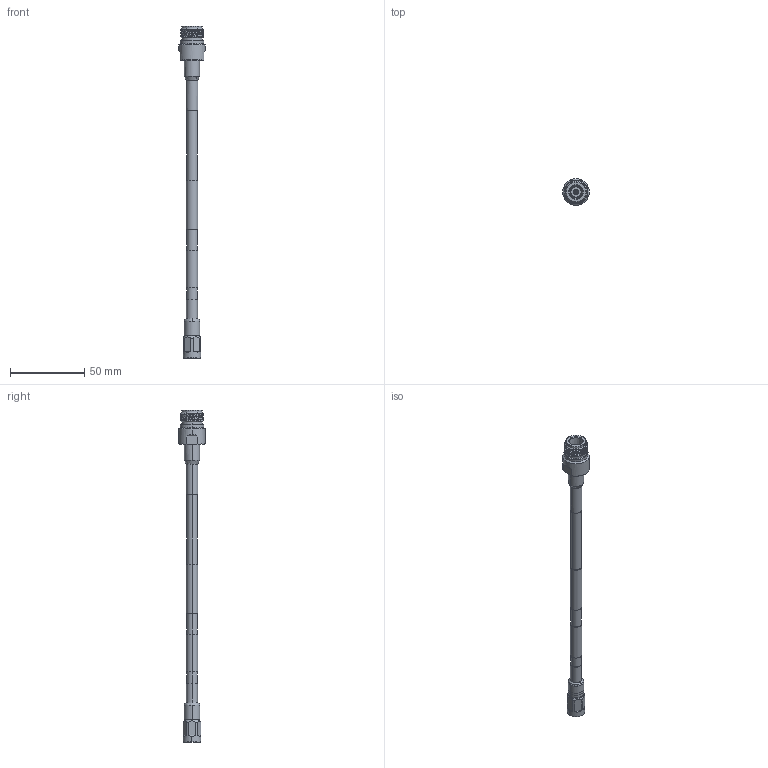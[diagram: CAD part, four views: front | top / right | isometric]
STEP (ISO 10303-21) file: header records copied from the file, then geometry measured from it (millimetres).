
FILE_DESCRIPTION (( 'STEP AP214' ), '1' );
FILE_NAME ('LCCA31038.step', '2022-10-04T19:18:17', ( '' ), ( '' ), 'SwSTEP 2.0', 'SolidWorks 2021', '' );
FILE_SCHEMA (( 'AUTOMOTIVE_DESIGN' ));
Length unit declared in the file: inch
Products named in the file (4): TC-250-NF-LP^LCCA31038_Heat Shrink; TC-250-NX10M-LP^LCCA31038_Heat Shrink; SPP-250-LLPL ^LCCA31038_SPP-250-LLPL; LCCA31038
Assembly tree (3 placements, depth 2):
  LCCA31038
    SPP-250-LLPL ^LCCA31038_SPP-250-LLPL
    TC-250-NF-LP^LCCA31038_Heat Shrink
    TC-250-NX10M-LP^LCCA31038_Heat Shrink
Bounding box: 17.83 x 17.83 x 223.33 mm (x, y, z)
Volume: 13292.1 mm3; surface area: 9527.3 mm2
Topology: 5 solids, 5 shells, 240 faces, 557 edges, 352 vertices
Faces by surface type: cylinder 110, plane 68, cone 53, bspline 9
Entity records: 9920 total; most frequent: CARTESIAN_POINT 4283, DIRECTION 1146, ORIENTED_EDGE 1110, EDGE_CURVE 555, AXIS2_PLACEMENT_3D 476, VERTEX_POINT 352, EDGE_LOOP 271, FACE_OUTER_BOUND 240
